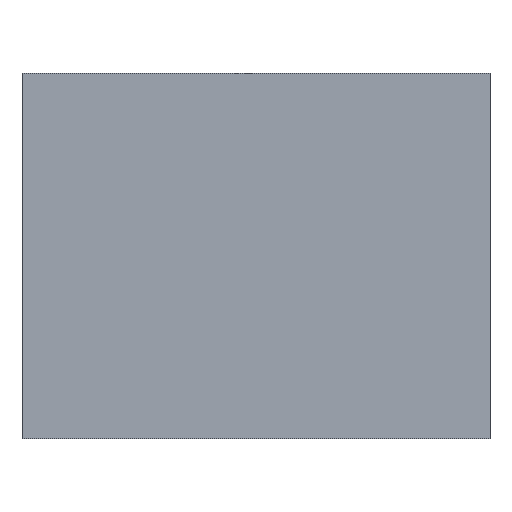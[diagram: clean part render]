
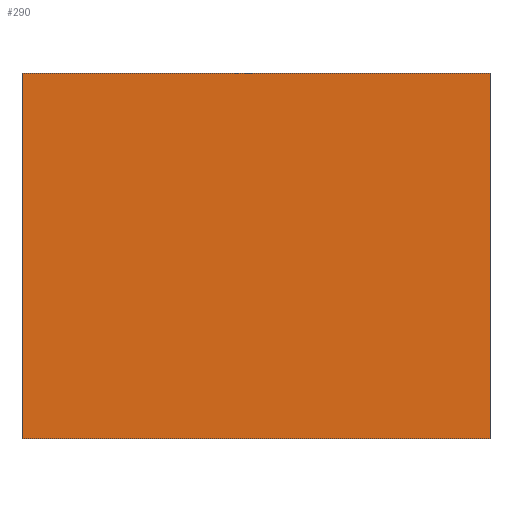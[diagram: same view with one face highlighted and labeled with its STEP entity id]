
A CAD part, left-side view. The second image highlights one B-rep face of the part: STEP entity #290.
In plain terms, the highlighted planar face has unit normal (-1, 0, 0).
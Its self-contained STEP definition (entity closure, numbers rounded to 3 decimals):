
#42=FACE_OUTER_BOUND('',#60,.T.);
#60=EDGE_LOOP('',(#205,#206,#207,#208));
#80=LINE('',#439,#112);
#81=LINE('',#442,#113);
#82=LINE('',#444,#114);
#83=LINE('',#445,#115);
#112=VECTOR('',#348,25.);
#113=VECTOR('',#351,32.);
#114=VECTOR('',#352,32.);
#115=VECTOR('',#353,25.);
#141=VERTEX_POINT('',#432);
#144=VERTEX_POINT('',#437);
#145=VERTEX_POINT('',#441);
#146=VERTEX_POINT('',#443);
#168=EDGE_CURVE('',#141,#144,#80,.T.);
#169=EDGE_CURVE('',#145,#141,#81,.T.);
#170=EDGE_CURVE('',#146,#144,#82,.T.);
#171=EDGE_CURVE('',#145,#146,#83,.T.);
#205=ORIENTED_EDGE('',*,*,#169,.T.);
#206=ORIENTED_EDGE('',*,*,#168,.T.);
#207=ORIENTED_EDGE('',*,*,#170,.F.);
#208=ORIENTED_EDGE('',*,*,#171,.F.);
#274=PLANE('',#313);
#290=ADVANCED_FACE('',(#42),#274,.T.);
#313=AXIS2_PLACEMENT_3D('',#440,#349,#350);
#348=DIRECTION('',(0.,0.,1.));
#349=DIRECTION('center_axis',(-1.,0.,0.));
#350=DIRECTION('ref_axis',(0.,0.,1.));
#351=DIRECTION('',(0.,-1.,0.));
#352=DIRECTION('',(0.,-1.,0.));
#353=DIRECTION('',(0.,0.,1.));
#432=CARTESIAN_POINT('',(-0.983,-0.25,0.));
#437=CARTESIAN_POINT('',(-0.983,-0.25,1.25));
#439=CARTESIAN_POINT('',(-0.983,-0.25,0.));
#440=CARTESIAN_POINT('Origin',(-0.983,1.35,0.));
#441=CARTESIAN_POINT('',(-0.983,1.35,0.));
#442=CARTESIAN_POINT('',(-0.983,1.35,0.));
#443=CARTESIAN_POINT('',(-0.983,1.35,1.25));
#444=CARTESIAN_POINT('',(-0.983,1.35,1.25));
#445=CARTESIAN_POINT('',(-0.983,1.35,0.));
